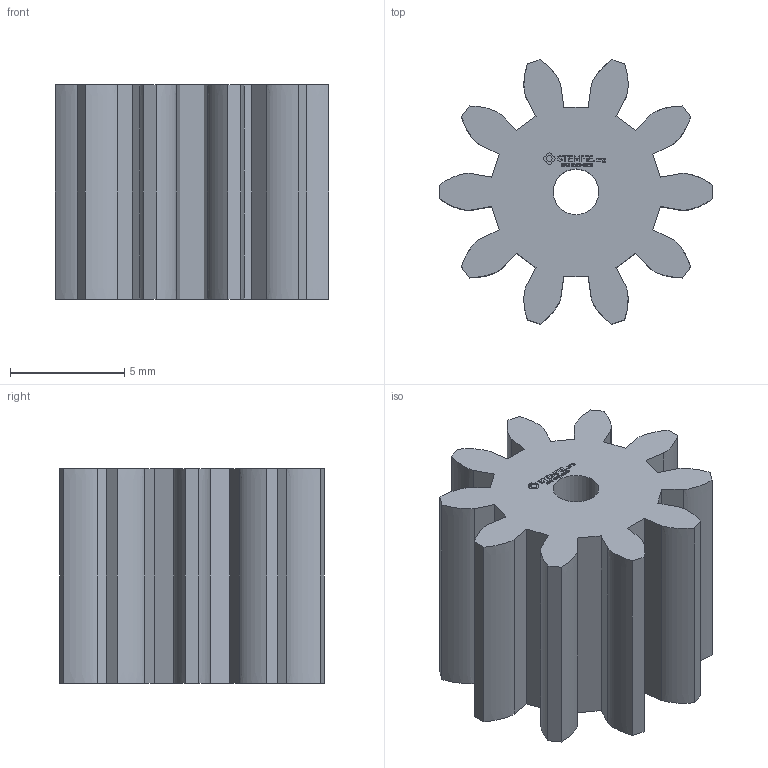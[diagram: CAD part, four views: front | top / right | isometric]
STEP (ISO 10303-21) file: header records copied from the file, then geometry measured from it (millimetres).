
FILE_DESCRIPTION(('FreeCAD Model'),'2;1');
FILE_NAME('Open CASCADE Shape Model','2024-03-09T16:34:13',(''),(''), 'Open CASCADE STEP processor 7.6','FreeCAD','Unknown');
FILE_SCHEMA(('AUTOMOTIVE_DESIGN { 1 0 10303 214 1 1 1 1 }'));
Length unit declared in the file: millimetre
Products named in the file (1): Gear Wheel PLN TTH10 BU00.75 SFT2.0mm - SPN-GWH-0019 (stemfie.org)
Bounding box: 11.99 x 11.58 x 9.38 mm (x, y, z)
Volume: 666.1 mm3; surface area: 812.4 mm2
Topology: 1 solids, 1 shells, 528 faces, 1485 edges, 990 vertices
Faces by surface type: plane 317, extrusion 210, cylinder 1
Full cylindrical faces by diameter (mm): 2 x1
Entity records: 38633 total; most frequent: CARTESIAN_POINT 9794, DIRECTION 4465, VECTOR 3821, LINE 3611, ORIENTED_EDGE 2970, PCURVE 2970, DEFINITIONAL_REPRESENTATION 2970, EDGE_CURVE 1485
